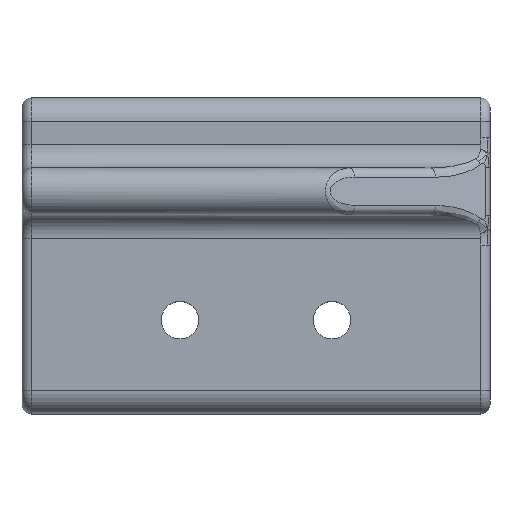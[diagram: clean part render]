
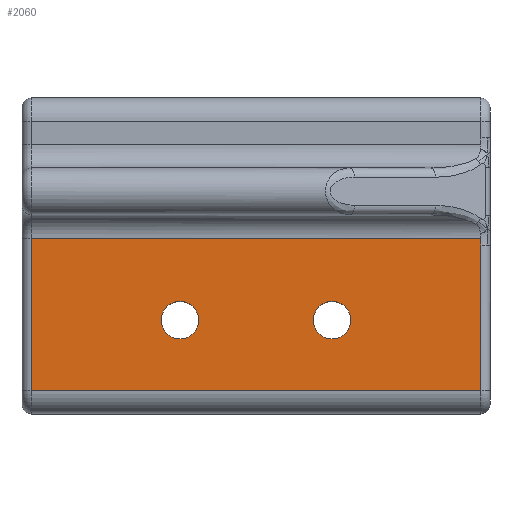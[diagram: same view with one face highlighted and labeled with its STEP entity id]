
A CAD part, top view. The second image highlights one B-rep face of the part: STEP entity #2060.
In plain terms, the highlighted planar face has unit normal (0, 0, 1).
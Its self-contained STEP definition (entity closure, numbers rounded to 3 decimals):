
#96=FACE_BOUND('',#587,.T.);
#97=FACE_BOUND('',#588,.T.);
#167=LINE('',#6149,#291);
#180=LINE('',#6184,#304);
#181=LINE('',#6188,#305);
#182=LINE('',#6189,#306);
#291=VECTOR('',#2611,10.);
#304=VECTOR('',#2654,10.);
#305=VECTOR('',#2659,10.);
#306=VECTOR('',#2660,10.);
#376=PLANE('',#2251);
#457=FACE_OUTER_BOUND('',#586,.T.);
#586=EDGE_LOOP('',(#1613,#1614,#1615,#1616,#1617));
#587=EDGE_LOOP('',(#1618));
#588=EDGE_LOOP('',(#1619));
#733=CIRCLE('',#2252,0.8);
#734=CIRCLE('',#2253,0.8);
#823=B_SPLINE_CURVE_WITH_KNOTS('',3,(#5571,#5572,#5573,#5574,#5575,#5576,
#5577,#5578,#5579,#5580,#5581,#5582,#5583,#5584,#5585,#5586,#5587,#5588,
#5589,#5590,#5591,#5592,#5593,#5594,#5595,#5596,#5597,#5598,#5599,#5600,
#5601,#5602,#5603,#5604,#5605,#5606,#5607,#5608,#5609,#5610,#5611,#5612,
#5613,#5614,#5615,#5616,#5617,#5618,#5619,#5620,#5621,#5622,#5623,#5624,
#5625,#5626,#5627,#5628,#5629,#5630,#5631,#5632,#5633,#5634,#5635,#5636,
#5637,#5638,#5639,#5640),.UNSPECIFIED.,.F.,.F.,(4,3,3,3,3,3,3,3,3,3,3,3,
3,3,3,3,3,3,3,3,3,3,3,4),(0.,0.035,0.072,0.11,
0.15,0.194,0.244,0.324,
0.37,0.412,0.451,0.488,0.528,
0.567,0.609,0.655,0.714,
0.773,0.819,0.861,0.9,0.936,
0.972,1.),.UNSPECIFIED.);
#886=VERTEX_POINT('',#5532);
#887=VERTEX_POINT('',#5570);
#961=VERTEX_POINT('',#6141);
#963=VERTEX_POINT('',#6147);
#971=VERTEX_POINT('',#6187);
#972=VERTEX_POINT('',#6190);
#973=VERTEX_POINT('',#6192);
#1089=EDGE_CURVE('',#886,#887,#823,.T.);
#1199=EDGE_CURVE('',#963,#961,#167,.T.);
#1218=EDGE_CURVE('',#961,#886,#180,.T.);
#1220=EDGE_CURVE('',#971,#963,#181,.T.);
#1221=EDGE_CURVE('',#887,#971,#182,.T.);
#1222=EDGE_CURVE('',#972,#972,#733,.T.);
#1223=EDGE_CURVE('',#973,#973,#734,.T.);
#1613=ORIENTED_EDGE('',*,*,#1199,.F.);
#1614=ORIENTED_EDGE('',*,*,#1220,.F.);
#1615=ORIENTED_EDGE('',*,*,#1221,.F.);
#1616=ORIENTED_EDGE('',*,*,#1089,.F.);
#1617=ORIENTED_EDGE('',*,*,#1218,.F.);
#1618=ORIENTED_EDGE('',*,*,#1222,.T.);
#1619=ORIENTED_EDGE('',*,*,#1223,.T.);
#2060=ADVANCED_FACE('',(#457,#96,#97),#376,.T.);
#2251=AXIS2_PLACEMENT_3D('',#6186,#2657,#2658);
#2252=AXIS2_PLACEMENT_3D('',#6191,#2661,#2662);
#2253=AXIS2_PLACEMENT_3D('',#6193,#2663,#2664);
#2611=DIRECTION('',(0.,1.,0.));
#2654=DIRECTION('',(1.,0.,0.));
#2657=DIRECTION('center_axis',(0.,0.,1.));
#2658=DIRECTION('ref_axis',(-1.,0.,0.));
#2659=DIRECTION('',(-1.,0.,0.));
#2660=DIRECTION('',(0.,-1.,0.));
#2661=DIRECTION('center_axis',(0.,0.,-1.));
#2662=DIRECTION('ref_axis',(-1.,0.,0.));
#2663=DIRECTION('center_axis',(0.,0.,-1.));
#2664=DIRECTION('ref_axis',(-1.,0.,0.));
#5532=CARTESIAN_POINT('',(9.601,-6.,5.));
#5570=CARTESIAN_POINT('',(9.6,-6.293,5.));
#5571=CARTESIAN_POINT('Ctrl Pts',(9.601,-6.,5.));
#5572=CARTESIAN_POINT('Ctrl Pts',(9.601,-6.001,5.));
#5573=CARTESIAN_POINT('Ctrl Pts',(9.601,-6.002,5.));
#5574=CARTESIAN_POINT('Ctrl Pts',(9.601,-6.003,5.));
#5575=CARTESIAN_POINT('Ctrl Pts',(9.601,-6.004,5.));
#5576=CARTESIAN_POINT('Ctrl Pts',(9.601,-6.006,5.));
#5577=CARTESIAN_POINT('Ctrl Pts',(9.601,-6.007,5.));
#5578=CARTESIAN_POINT('Ctrl Pts',(9.601,-6.009,5.));
#5579=CARTESIAN_POINT('Ctrl Pts',(9.601,-6.011,5.));
#5580=CARTESIAN_POINT('Ctrl Pts',(9.601,-6.013,5.));
#5581=CARTESIAN_POINT('Ctrl Pts',(9.601,-6.016,5.));
#5582=CARTESIAN_POINT('Ctrl Pts',(9.601,-6.019,5.));
#5583=CARTESIAN_POINT('Ctrl Pts',(9.601,-6.022,5.));
#5584=CARTESIAN_POINT('Ctrl Pts',(9.601,-6.025,5.));
#5585=CARTESIAN_POINT('Ctrl Pts',(9.601,-6.029,5.));
#5586=CARTESIAN_POINT('Ctrl Pts',(9.601,-6.033,5.));
#5587=CARTESIAN_POINT('Ctrl Pts',(9.601,-6.038,5.));
#5588=CARTESIAN_POINT('Ctrl Pts',(9.601,-6.044,5.));
#5589=CARTESIAN_POINT('Ctrl Pts',(9.601,-6.05,5.));
#5590=CARTESIAN_POINT('Ctrl Pts',(9.601,-6.059,5.));
#5591=CARTESIAN_POINT('Ctrl Pts',(9.601,-6.069,5.));
#5592=CARTESIAN_POINT('Ctrl Pts',(9.601,-6.08,5.));
#5593=CARTESIAN_POINT('Ctrl Pts',(9.601,-6.086,5.));
#5594=CARTESIAN_POINT('Ctrl Pts',(9.601,-6.092,5.));
#5595=CARTESIAN_POINT('Ctrl Pts',(9.601,-6.098,5.));
#5596=CARTESIAN_POINT('Ctrl Pts',(9.601,-6.103,5.));
#5597=CARTESIAN_POINT('Ctrl Pts',(9.601,-6.109,5.));
#5598=CARTESIAN_POINT('Ctrl Pts',(9.601,-6.114,5.));
#5599=CARTESIAN_POINT('Ctrl Pts',(9.601,-6.119,5.));
#5600=CARTESIAN_POINT('Ctrl Pts',(9.601,-6.124,5.));
#5601=CARTESIAN_POINT('Ctrl Pts',(9.601,-6.128,5.));
#5602=CARTESIAN_POINT('Ctrl Pts',(9.601,-6.133,5.));
#5603=CARTESIAN_POINT('Ctrl Pts',(9.601,-6.138,5.));
#5604=CARTESIAN_POINT('Ctrl Pts',(9.601,-6.142,5.));
#5605=CARTESIAN_POINT('Ctrl Pts',(9.601,-6.147,5.));
#5606=CARTESIAN_POINT('Ctrl Pts',(9.601,-6.151,5.));
#5607=CARTESIAN_POINT('Ctrl Pts',(9.601,-6.156,5.));
#5608=CARTESIAN_POINT('Ctrl Pts',(9.601,-6.161,5.));
#5609=CARTESIAN_POINT('Ctrl Pts',(9.601,-6.166,5.));
#5610=CARTESIAN_POINT('Ctrl Pts',(9.601,-6.171,5.));
#5611=CARTESIAN_POINT('Ctrl Pts',(9.601,-6.176,5.));
#5612=CARTESIAN_POINT('Ctrl Pts',(9.6,-6.181,5.));
#5613=CARTESIAN_POINT('Ctrl Pts',(9.6,-6.186,5.));
#5614=CARTESIAN_POINT('Ctrl Pts',(9.6,-6.192,5.));
#5615=CARTESIAN_POINT('Ctrl Pts',(9.6,-6.198,5.));
#5616=CARTESIAN_POINT('Ctrl Pts',(9.6,-6.204,5.));
#5617=CARTESIAN_POINT('Ctrl Pts',(9.6,-6.212,5.));
#5618=CARTESIAN_POINT('Ctrl Pts',(9.6,-6.22,5.));
#5619=CARTESIAN_POINT('Ctrl Pts',(9.6,-6.228,5.));
#5620=CARTESIAN_POINT('Ctrl Pts',(9.6,-6.235,5.));
#5621=CARTESIAN_POINT('Ctrl Pts',(9.6,-6.242,5.));
#5622=CARTESIAN_POINT('Ctrl Pts',(9.6,-6.249,5.));
#5623=CARTESIAN_POINT('Ctrl Pts',(9.6,-6.254,5.));
#5624=CARTESIAN_POINT('Ctrl Pts',(9.6,-6.259,5.));
#5625=CARTESIAN_POINT('Ctrl Pts',(9.6,-6.263,5.));
#5626=CARTESIAN_POINT('Ctrl Pts',(9.6,-6.267,5.));
#5627=CARTESIAN_POINT('Ctrl Pts',(9.6,-6.27,5.));
#5628=CARTESIAN_POINT('Ctrl Pts',(9.6,-6.274,5.));
#5629=CARTESIAN_POINT('Ctrl Pts',(9.6,-6.276,5.));
#5630=CARTESIAN_POINT('Ctrl Pts',(9.6,-6.279,5.));
#5631=CARTESIAN_POINT('Ctrl Pts',(9.6,-6.281,5.));
#5632=CARTESIAN_POINT('Ctrl Pts',(9.6,-6.283,5.));
#5633=CARTESIAN_POINT('Ctrl Pts',(9.6,-6.285,5.));
#5634=CARTESIAN_POINT('Ctrl Pts',(9.6,-6.286,5.));
#5635=CARTESIAN_POINT('Ctrl Pts',(9.6,-6.288,5.));
#5636=CARTESIAN_POINT('Ctrl Pts',(9.6,-6.289,5.));
#5637=CARTESIAN_POINT('Ctrl Pts',(9.6,-6.29,5.));
#5638=CARTESIAN_POINT('Ctrl Pts',(9.6,-6.291,5.));
#5639=CARTESIAN_POINT('Ctrl Pts',(9.6,-6.292,5.));
#5640=CARTESIAN_POINT('Ctrl Pts',(9.6,-6.293,5.));
#6141=CARTESIAN_POINT('',(-9.6,-6.,5.));
#6147=CARTESIAN_POINT('',(-9.6,-12.5,5.));
#6149=CARTESIAN_POINT('',(-9.6,0.,5.));
#6184=CARTESIAN_POINT('',(5.,-6.,5.));
#6186=CARTESIAN_POINT('Origin',(10.,0.,5.));
#6187=CARTESIAN_POINT('',(9.6,-12.5,5.));
#6188=CARTESIAN_POINT('',(5.,-12.5,5.));
#6189=CARTESIAN_POINT('',(9.6,0.,5.));
#6190=CARTESIAN_POINT('',(4.05,-9.5,5.));
#6191=CARTESIAN_POINT('Origin',(3.25,-9.5,5.));
#6192=CARTESIAN_POINT('',(-2.45,-9.5,5.));
#6193=CARTESIAN_POINT('Origin',(-3.25,-9.5,5.));
